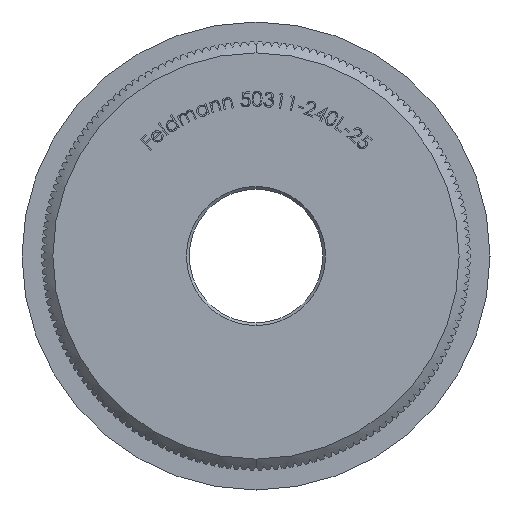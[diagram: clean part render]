
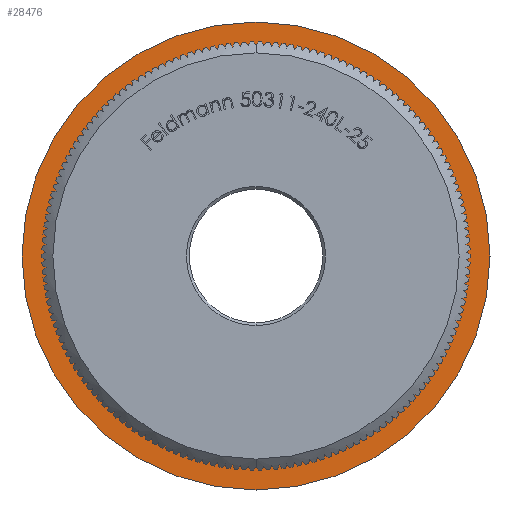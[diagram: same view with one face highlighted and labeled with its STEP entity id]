
A CAD part, front view. The second image highlights one B-rep face of the part: STEP entity #28476.
In plain terms, the highlighted planar face has unit normal (0, -1, 0).
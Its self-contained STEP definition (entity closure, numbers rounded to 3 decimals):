
#88 = DIRECTION ( 'NONE',  ( 0., -1., 0. ) ) ;
#796 = DIRECTION ( 'NONE',  ( 0., -1., 0. ) ) ;
#1623 = AXIS2_PLACEMENT_3D ( 'NONE', #27148, #88, #24978 ) ;
#2170 = DIRECTION ( 'NONE',  ( 0., 0., -1. ) ) ;
#2651 = ORIENTED_EDGE ( 'NONE', *, *, #31150, .T. ) ;
#4561 = DIRECTION ( 'NONE',  ( 0., -1., 0. ) ) ;
#6170 = DIRECTION ( 'NONE',  ( 0., -1., 0. ) ) ;
#6680 = CARTESIAN_POINT ( 'NONE',  ( 18.7, 8., 0. ) ) ;
#6750 = CARTESIAN_POINT ( 'NONE',  ( 0., 8., -18.7 ) ) ;
#6964 = AXIS2_PLACEMENT_3D ( 'NONE', #20706, #6170, #30789 ) ;
#7624 = ORIENTED_EDGE ( 'NONE', *, *, #10612, .T. ) ;
#8453 = VERTEX_POINT ( 'NONE', #6750 ) ;
#9837 = CARTESIAN_POINT ( 'NONE',  ( 0., 8., 0. ) ) ;
#9853 = EDGE_CURVE ( 'NONE', #8453, #27676, #10199, .T. ) ;
#10199 = CIRCLE ( 'NONE', #11878, 18.7 ) ;
#10291 = CARTESIAN_POINT ( 'NONE',  ( 0., 8., 21.2 ) ) ;
#10612 = EDGE_CURVE ( 'NONE', #14141, #29151, #31165, .T. ) ;
#11878 = AXIS2_PLACEMENT_3D ( 'NONE', #9837, #4561, #2170 ) ;
#13510 = DIRECTION ( 'NONE',  ( 0., 0., -1. ) ) ;
#13571 = CARTESIAN_POINT ( 'NONE',  ( 0., 8., -21.2 ) ) ;
#13678 = FACE_OUTER_BOUND ( 'NONE', #31311, .T. ) ;
#14141 = VERTEX_POINT ( 'NONE', #13571 ) ;
#14269 = DIRECTION ( 'NONE',  ( 0., 0., -1. ) ) ;
#14639 = CIRCLE ( 'NONE', #1623, 18.7 ) ;
#14735 = CIRCLE ( 'NONE', #6964, 21.2 ) ;
#15633 = FACE_BOUND ( 'NONE', #21247, .T. ) ;
#15700 = DIRECTION ( 'NONE',  ( 0., -1., 0. ) ) ;
#16581 = AXIS2_PLACEMENT_3D ( 'NONE', #6680, #796, #14269 ) ;
#16896 = AXIS2_PLACEMENT_3D ( 'NONE', #18407, #15700, #13510 ) ;
#18407 = CARTESIAN_POINT ( 'NONE',  ( 0., 8., 0. ) ) ;
#19261 = CARTESIAN_POINT ( 'NONE',  ( 0., 8., 18.7 ) ) ;
#20706 = CARTESIAN_POINT ( 'NONE',  ( 0., 8., 0. ) ) ;
#21247 = EDGE_LOOP ( 'NONE', ( #24685, #27765 ) ) ;
#24374 = EDGE_CURVE ( 'NONE', #27676, #8453, #14639, .T. ) ;
#24685 = ORIENTED_EDGE ( 'NONE', *, *, #9853, .F. ) ;
#24978 = DIRECTION ( 'NONE',  ( 0., 0., -1. ) ) ;
#26423 = PLANE ( 'NONE',  #16581 ) ;
#27148 = CARTESIAN_POINT ( 'NONE',  ( 0., 8., 0. ) ) ;
#27676 = VERTEX_POINT ( 'NONE', #19261 ) ;
#27765 = ORIENTED_EDGE ( 'NONE', *, *, #24374, .F. ) ;
#28476 = ADVANCED_FACE ( 'NONE', ( #13678, #15633 ), #26423, .T. ) ;
#29151 = VERTEX_POINT ( 'NONE', #10291 ) ;
#30789 = DIRECTION ( 'NONE',  ( 0., 0., -1. ) ) ;
#31150 = EDGE_CURVE ( 'NONE', #29151, #14141, #14735, .T. ) ;
#31165 = CIRCLE ( 'NONE', #16896, 21.2 ) ;
#31311 = EDGE_LOOP ( 'NONE', ( #7624, #2651 ) ) ;
